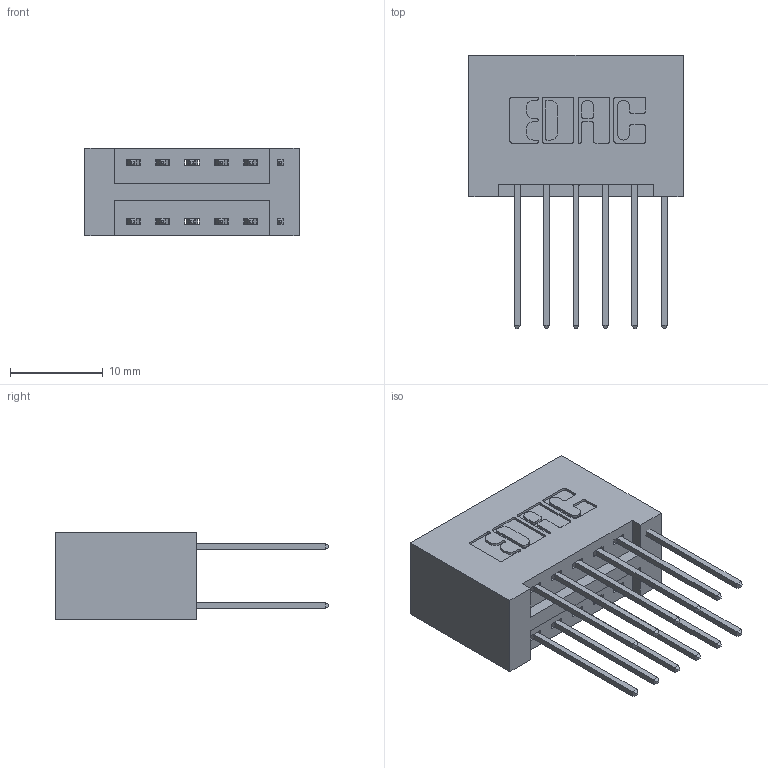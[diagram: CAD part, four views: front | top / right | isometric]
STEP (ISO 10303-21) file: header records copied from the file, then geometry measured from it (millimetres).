
FILE_DESCRIPTION (( 'STEP AP203' ), '1' );
FILE_NAME ('346-012-540-201.STEP', '2022-05-17T19:50:24', ( '' ), ( '' ), 'SwSTEP 2.0', 'SolidWorks 2020', '' );
FILE_SCHEMA (( 'CONFIG_CONTROL_DESIGN' ));
Length unit declared in the file: inch
Products named in the file (3): 345-292-001_345-293-140; 346 Part_No Mounting Lugs; 346-012-540-201
Assembly tree (13 placements, depth 2):
  346-012-540-201
    346 Part_No Mounting Lugs
    345-292-001_345-293-140  x12
Bounding box: 23.11 x 29.46 x 9.4 mm (x, y, z)
Volume: 2603.3 mm3; surface area: 3479 mm2
Topology: 13 solids, 13 shells, 726 faces, 2123 edges, 1398 vertices
Faces by surface type: plane 482, cylinder 244
Entity records: 8049 total; most frequent: CARTESIAN_POINT 1366, ORIENTED_EDGE 1298, DIRECTION 1253, EDGE_CURVE 649, LINE 505, VECTOR 505, VERTEX_POINT 430, AXIS2_PLACEMENT_3D 374
